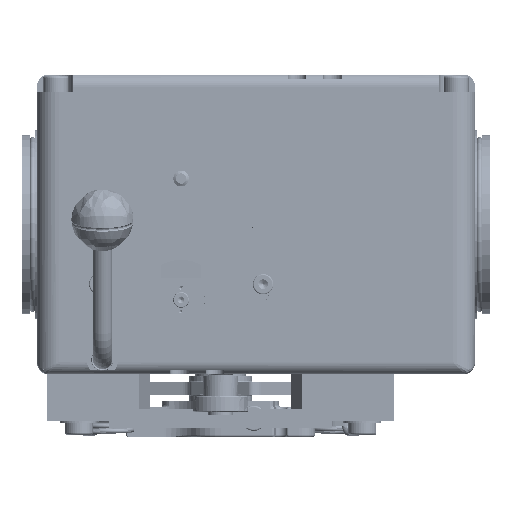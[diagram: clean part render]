
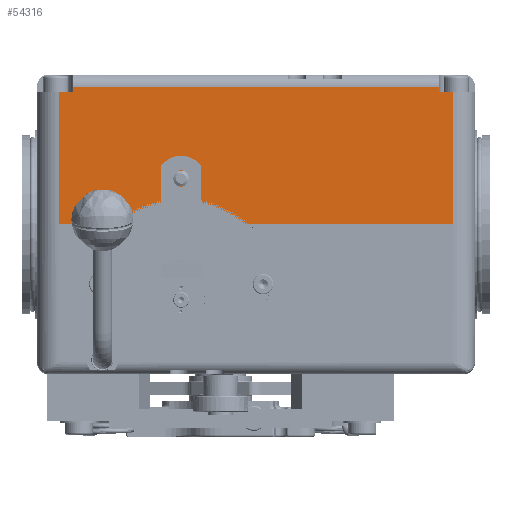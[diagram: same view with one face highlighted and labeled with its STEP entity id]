
A CAD part, top view. The second image highlights one B-rep face of the part: STEP entity #54316.
In plain terms, the highlighted planar face has unit normal (0, 0, 1).
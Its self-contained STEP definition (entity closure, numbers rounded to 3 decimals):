
#307 = CARTESIAN_POINT ( 'NONE',  ( -116., 96., 80. ) ) ;
#3333 = ORIENTED_EDGE ( 'NONE', *, *, #156473, .T. ) ;
#4648 = EDGE_CURVE ( 'NONE', #168794, #65966, #157965, .T. ) ;
#6075 = VECTOR ( 'NONE', #174007, 1000. ) ;
#6147 = CARTESIAN_POINT ( 'NONE',  ( 147., 186.3, 80. ) ) ;
#8194 = VERTEX_POINT ( 'NONE', #26271 ) ;
#12501 = VECTOR ( 'NONE', #54421, 1000. ) ;
#13078 = FACE_OUTER_BOUND ( 'NONE', #155055, .T. ) ;
#20020 = EDGE_CURVE ( 'NONE', #65966, #91502, #37556, .T. ) ;
#20898 = ORIENTED_EDGE ( 'NONE', *, *, #179131, .T. ) ;
#23909 = CARTESIAN_POINT ( 'NONE',  ( 125., 96., 80. ) ) ;
#26271 = CARTESIAN_POINT ( 'NONE',  ( -125., 183., 80. ) ) ;
#28946 = CARTESIAN_POINT ( 'NONE',  ( 125., 183., 80. ) ) ;
#29309 = VERTEX_POINT ( 'NONE', #51112 ) ;
#29756 = VECTOR ( 'NONE', #52649, 1000. ) ;
#37556 = LINE ( 'NONE', #155377, #173323 ) ;
#42943 = VECTOR ( 'NONE', #184086, 1000. ) ;
#43588 = CARTESIAN_POINT ( 'NONE',  ( 125., 96., 80. ) ) ;
#45233 = ORIENTED_EDGE ( 'NONE', *, *, #20020, .F. ) ;
#51112 = CARTESIAN_POINT ( 'NONE',  ( 125., 99., 80. ) ) ;
#52649 = DIRECTION ( 'NONE',  ( 0., -1., 0. ) ) ;
#54316 = ADVANCED_FACE ( 'NONE', ( #13078 ), #174815, .F. ) ;
#54421 = DIRECTION ( 'NONE',  ( 0., 1., 0. ) ) ;
#63986 = DIRECTION ( 'NONE',  ( 0., 1., 0. ) ) ;
#65966 = VERTEX_POINT ( 'NONE', #106840 ) ;
#74373 = CARTESIAN_POINT ( 'NONE',  ( 125., 99., 80. ) ) ;
#75306 = LINE ( 'NONE', #74373, #6075 ) ;
#76092 = VERTEX_POINT ( 'NONE', #133206 ) ;
#78799 = LINE ( 'NONE', #6147, #42943 ) ;
#82855 = LINE ( 'NONE', #307, #183272 ) ;
#87907 = CARTESIAN_POINT ( 'NONE',  ( -116., 186.3, 80. ) ) ;
#89931 = ORIENTED_EDGE ( 'NONE', *, *, #149055, .F. ) ;
#90138 = CARTESIAN_POINT ( 'NONE',  ( 116., 186.3, 80. ) ) ;
#90772 = VERTEX_POINT ( 'NONE', #87907 ) ;
#91502 = VERTEX_POINT ( 'NONE', #175321 ) ;
#94063 = DIRECTION ( 'NONE',  ( 1., 0., 0. ) ) ;
#98280 = EDGE_CURVE ( 'NONE', #175384, #8194, #100085, .T. ) ;
#100085 = LINE ( 'NONE', #110046, #151420 ) ;
#106840 = CARTESIAN_POINT ( 'NONE',  ( 116., 183., 80. ) ) ;
#110046 = CARTESIAN_POINT ( 'NONE',  ( -125., 96., 80. ) ) ;
#115191 = DIRECTION ( 'NONE',  ( 1., 0., 0. ) ) ;
#121391 = ORIENTED_EDGE ( 'NONE', *, *, #123163, .F. ) ;
#123163 = EDGE_CURVE ( 'NONE', #8194, #76092, #185964, .T. ) ;
#131519 = DIRECTION ( 'NONE',  ( 0., -1., 0. ) ) ;
#131847 = DIRECTION ( 'NONE',  ( 0., 0., -1. ) ) ;
#133206 = CARTESIAN_POINT ( 'NONE',  ( -116., 183., 80. ) ) ;
#141807 = CARTESIAN_POINT ( 'NONE',  ( 116., 96., 80. ) ) ;
#149055 = EDGE_CURVE ( 'NONE', #29309, #175384, #75306, .T. ) ;
#151420 = VECTOR ( 'NONE', #63986, 1000. ) ;
#154998 = ORIENTED_EDGE ( 'NONE', *, *, #165185, .T. ) ;
#155055 = EDGE_LOOP ( 'NONE', ( #89931, #3333, #45233, #187027, #154998, #20898, #121391, #188443 ) ) ;
#155377 = CARTESIAN_POINT ( 'NONE',  ( 125., 183., 80. ) ) ;
#156473 = EDGE_CURVE ( 'NONE', #29309, #91502, #168427, .T. ) ;
#157965 = LINE ( 'NONE', #141807, #29756 ) ;
#158299 = AXIS2_PLACEMENT_3D ( 'NONE', #43588, #131847, #175739 ) ;
#165185 = EDGE_CURVE ( 'NONE', #168794, #90772, #78799, .T. ) ;
#168427 = LINE ( 'NONE', #23909, #12501 ) ;
#168794 = VERTEX_POINT ( 'NONE', #90138 ) ;
#170063 = CARTESIAN_POINT ( 'NONE',  ( -125., 99., 80. ) ) ;
#173323 = VECTOR ( 'NONE', #94063, 1000. ) ;
#174007 = DIRECTION ( 'NONE',  ( -1., 0., 0. ) ) ;
#174815 = PLANE ( 'NONE',  #158299 ) ;
#175321 = CARTESIAN_POINT ( 'NONE',  ( 125., 183., 80. ) ) ;
#175384 = VERTEX_POINT ( 'NONE', #170063 ) ;
#175739 = DIRECTION ( 'NONE',  ( 1., 0., 0. ) ) ;
#179131 = EDGE_CURVE ( 'NONE', #90772, #76092, #82855, .T. ) ;
#183272 = VECTOR ( 'NONE', #131519, 1000. ) ;
#184086 = DIRECTION ( 'NONE',  ( -1., 0., 0. ) ) ;
#185964 = LINE ( 'NONE', #28946, #189025 ) ;
#187027 = ORIENTED_EDGE ( 'NONE', *, *, #4648, .F. ) ;
#188443 = ORIENTED_EDGE ( 'NONE', *, *, #98280, .F. ) ;
#189025 = VECTOR ( 'NONE', #115191, 1000. ) ;
